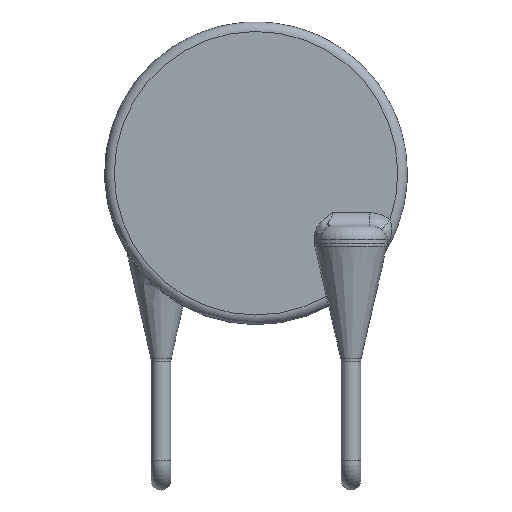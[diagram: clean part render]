
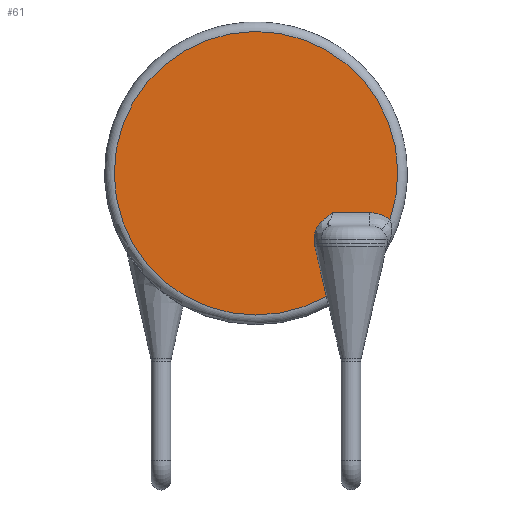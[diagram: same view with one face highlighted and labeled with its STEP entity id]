
A CAD part, top view. The second image highlights one B-rep face of the part: STEP entity #61.
In plain terms, the highlighted planar face has unit normal (0, 0, 1).
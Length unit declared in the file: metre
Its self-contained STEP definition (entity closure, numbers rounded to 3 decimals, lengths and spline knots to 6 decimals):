
#61 = ADVANCED_FACE( '', ( #146 ), #147, .T. );
#146 = FACE_OUTER_BOUND( '', #263, .T. );
#147 = PLANE( '', #264 );
#263 = EDGE_LOOP( '', ( #815, #816, #817, #818, #819, #820, #821 ) );
#264 = AXIS2_PLACEMENT_3D( '', #822, #823, #824 );
#815 = ORIENTED_EDGE( '', *, *, #1051, .F. );
#816 = ORIENTED_EDGE( '', *, *, #1049, .F. );
#817 = ORIENTED_EDGE( '', *, *, #1052, .T. );
#818 = ORIENTED_EDGE( '', *, *, #1053, .T. );
#819 = ORIENTED_EDGE( '', *, *, #1054, .T. );
#820 = ORIENTED_EDGE( '', *, *, #1055, .T. );
#821 = ORIENTED_EDGE( '', *, *, #1056, .T. );
#822 = CARTESIAN_POINT( '', ( 0., 0., 0.0006 ) );
#823 = DIRECTION( '', ( 0., 0., 1. ) );
#824 = DIRECTION( '', ( 1., 0., 0. ) );
#1049 = EDGE_CURVE( '', #1155, #1151, #1157, .T. );
#1051 = EDGE_CURVE( '', #1151, #1159, #1160, .T. );
#1052 = EDGE_CURVE( '', #1155, #1161, #1162, .T. );
#1053 = EDGE_CURVE( '', #1161, #1163, #1164, .T. );
#1054 = EDGE_CURVE( '', #1163, #1165, #1166, .T. );
#1055 = EDGE_CURVE( '', #1165, #1167, #1168, .T. );
#1056 = EDGE_CURVE( '', #1167, #1159, #1169, .T. );
#1151 = VERTEX_POINT( '', #1317 );
#1155 = VERTEX_POINT( '', #1342 );
#1157 = LINE( '', #1344, #1345 );
#1159 = VERTEX_POINT( '', #1347 );
#1160 = B_SPLINE_CURVE_WITH_KNOTS( '', 3, ( #1348, #1349, #1350, #1351, #1352, #1353, #1354, #1355, #1356, #1357, #1358, #1359 ), .UNSPECIFIED., .F., .F., ( 4, 1, 1, 1, 1, 1, 1, 1, 1, 4 ), ( 0., 0.056172, 0.117516, 0.250083, 0.394585, 0.535485, 0.657382, 0.785135, 0.891111, 1. ), .UNSPECIFIED. );
#1161 = VERTEX_POINT( '', #1360 );
#1162 = B_SPLINE_CURVE_WITH_KNOTS( '', 3, ( #1361, #1362, #1363, #1364, #1365, #1366, #1367, #1368, #1369, #1370, #1371, #1372 ), .UNSPECIFIED., .F., .F., ( 4, 1, 1, 1, 1, 1, 1, 1, 1, 4 ), ( 0., 0.111111, 0.222222, 0.333333, 0.444444, 0.555556, 0.666667, 0.777778, 0.888889, 1. ), .UNSPECIFIED. );
#1163 = VERTEX_POINT( '', #1373 );
#1164 = CIRCLE( '', #1374, 0.0037 );
#1165 = VERTEX_POINT( '', #1375 );
#1166 = LINE( '', #1376, #1377 );
#1167 = VERTEX_POINT( '', #1378 );
#1168 = CIRCLE( '', #1379, 0.00035 );
#1169 = LINE( '', #1380, #1381 );
#1317 = CARTESIAN_POINT( '', ( 0.001991, -0.001028, 0.0006 ) );
#1342 = CARTESIAN_POINT( '', ( 0.002965, -0.001028, 0.0006 ) );
#1344 = CARTESIAN_POINT( '', ( 0.002965, -0.001028, 0.0006 ) );
#1345 = VECTOR( '', #1714, 1. );
#1347 = CARTESIAN_POINT( '', ( 0.001528, -0.001634, 0.0006 ) );
#1348 = CARTESIAN_POINT( '', ( 0.001991, -0.001028, 0.0006 ) );
#1349 = CARTESIAN_POINT( '', ( 0.00198, -0.001038, 0.0006 ) );
#1350 = CARTESIAN_POINT( '', ( 0.001958, -0.00106, 0.0006 ) );
#1351 = CARTESIAN_POINT( '', ( 0.001907, -0.001102, 0.0006 ) );
#1352 = CARTESIAN_POINT( '', ( 0.001834, -0.001155, 0.0006 ) );
#1353 = CARTESIAN_POINT( '', ( 0.001746, -0.001222, 0.0006 ) );
#1354 = CARTESIAN_POINT( '', ( 0.001668, -0.001296, 0.0006 ) );
#1355 = CARTESIAN_POINT( '', ( 0.001604, -0.001378, 0.0006 ) );
#1356 = CARTESIAN_POINT( '', ( 0.00156, -0.001461, 0.0006 ) );
#1357 = CARTESIAN_POINT( '', ( 0.001533, -0.001549, 0.0006 ) );
#1358 = CARTESIAN_POINT( '', ( 0.00153, -0.001605, 0.0006 ) );
#1359 = CARTESIAN_POINT( '', ( 0.001528, -0.001634, 0.0006 ) );
#1360 = CARTESIAN_POINT( '', ( 0.003495, -0.001214, 0.0006 ) );
#1361 = CARTESIAN_POINT( '', ( 0.002965, -0.001028, 0.0006 ) );
#1362 = CARTESIAN_POINT( '', ( 0.002993, -0.001028, 0.0006 ) );
#1363 = CARTESIAN_POINT( '', ( 0.003044, -0.00103, 0.0006 ) );
#1364 = CARTESIAN_POINT( '', ( 0.003107, -0.001038, 0.0006 ) );
#1365 = CARTESIAN_POINT( '', ( 0.003166, -0.001049, 0.0006 ) );
#1366 = CARTESIAN_POINT( '', ( 0.003224, -0.001064, 0.0006 ) );
#1367 = CARTESIAN_POINT( '', ( 0.003285, -0.001085, 0.0006 ) );
#1368 = CARTESIAN_POINT( '', ( 0.003343, -0.001111, 0.0006 ) );
#1369 = CARTESIAN_POINT( '', ( 0.003397, -0.001141, 0.0006 ) );
#1370 = CARTESIAN_POINT( '', ( 0.003448, -0.001175, 0.0006 ) );
#1371 = CARTESIAN_POINT( '', ( 0.00348, -0.001201, 0.0006 ) );
#1372 = CARTESIAN_POINT( '', ( 0.003495, -0.001214, 0.0006 ) );
#1373 = CARTESIAN_POINT( '', ( 0.001837, -0.003212, 0.0006 ) );
#1374 = AXIS2_PLACEMENT_3D( '', #1715, #1716, #1717 );
#1375 = CARTESIAN_POINT( '', ( 0.001537, -0.001917, 0.0006 ) );
#1376 = CARTESIAN_POINT( '', ( 0.001837, -0.003212, 0.0006 ) );
#1377 = VECTOR( '', #1718, 1. );
#1378 = CARTESIAN_POINT( '', ( 0.001528, -0.001838, 0.0006 ) );
#1379 = AXIS2_PLACEMENT_3D( '', #1719, #1720, #1721 );
#1380 = CARTESIAN_POINT( '', ( 0.001528, -0.001838, 0.0006 ) );
#1381 = VECTOR( '', #1722, 1. );
#1714 = DIRECTION( '', ( -1., 0., 0. ) );
#1715 = CARTESIAN_POINT( '', ( 0., 0., 0.0006 ) );
#1716 = DIRECTION( '', ( 0., 0., 1. ) );
#1717 = DIRECTION( '', ( 0.945, -0.328, 0. ) );
#1718 = DIRECTION( '', ( -0.226, 0.974, 0. ) );
#1719 = CARTESIAN_POINT( '', ( 0.001878, -0.001838, 0.0006 ) );
#1720 = DIRECTION( '', ( 0., 0., -1. ) );
#1721 = DIRECTION( '', ( -0.974, -0.226, 0. ) );
#1722 = DIRECTION( '', ( 0., 1., 0. ) );
